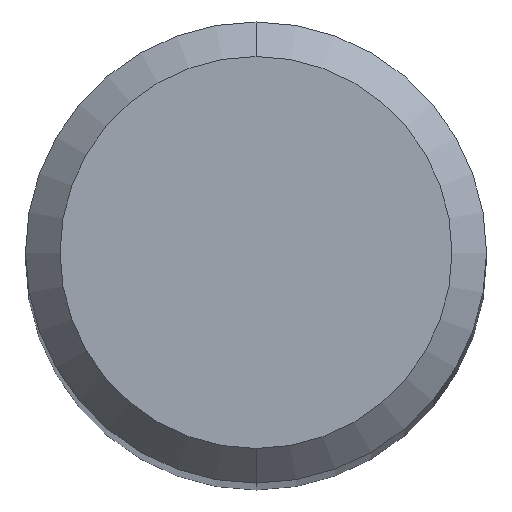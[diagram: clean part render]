
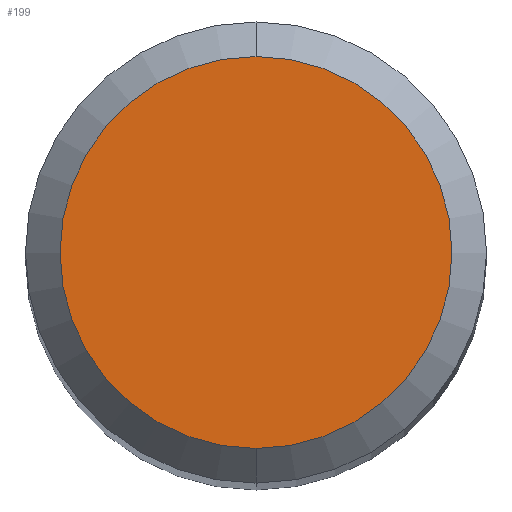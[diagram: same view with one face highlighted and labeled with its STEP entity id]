
A CAD part, top view. The second image highlights one B-rep face of the part: STEP entity #199.
In plain terms, the highlighted planar face has unit normal (0, 0, 1).
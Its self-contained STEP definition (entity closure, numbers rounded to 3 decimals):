
#119=EDGE_CURVE('',#149,#165,#271,.T.);
#133=EDGE_CURVE('',#165,#149,#286,.T.);
#149=VERTEX_POINT('',#306);
#165=VERTEX_POINT('',#323);
#199=ADVANCED_FACE('',(#364),#365,.T.);
#271=CIRCLE('',#435,1.7);
#286=CIRCLE('',#457,1.7);
#306=CARTESIAN_POINT('',(0.0,1.7,0.0));
#323=CARTESIAN_POINT('',(0.,-1.7,0.0));
#364=FACE_OUTER_BOUND('',#554,.T.);
#365=PLANE('',#555);
#435=AXIS2_PLACEMENT_3D('',#617,#618,#619);
#457=AXIS2_PLACEMENT_3D('',#636,#637,#638);
#554=EDGE_LOOP('',(#761,#762));
#555=AXIS2_PLACEMENT_3D('',#763,#764,#765);
#617=CARTESIAN_POINT('',(0.0,0.0,0.0));
#618=DIRECTION('',(0.0,0.0,-1.0));
#619=DIRECTION('',(0.0,1.0,0.0));
#636=CARTESIAN_POINT('',(0.0,0.0,0.0));
#637=DIRECTION('',(0.0,0.0,-1.0));
#638=DIRECTION('',(0.0,1.0,0.0));
#761=ORIENTED_EDGE('',*,*,#119,.F.);
#762=ORIENTED_EDGE('',*,*,#133,.F.);
#763=CARTESIAN_POINT('',(0.0,0.85,0.0));
#764=DIRECTION('',(-0.0,0.0,1.0));
#765=DIRECTION('',(0.0,-1.0,0.0));
